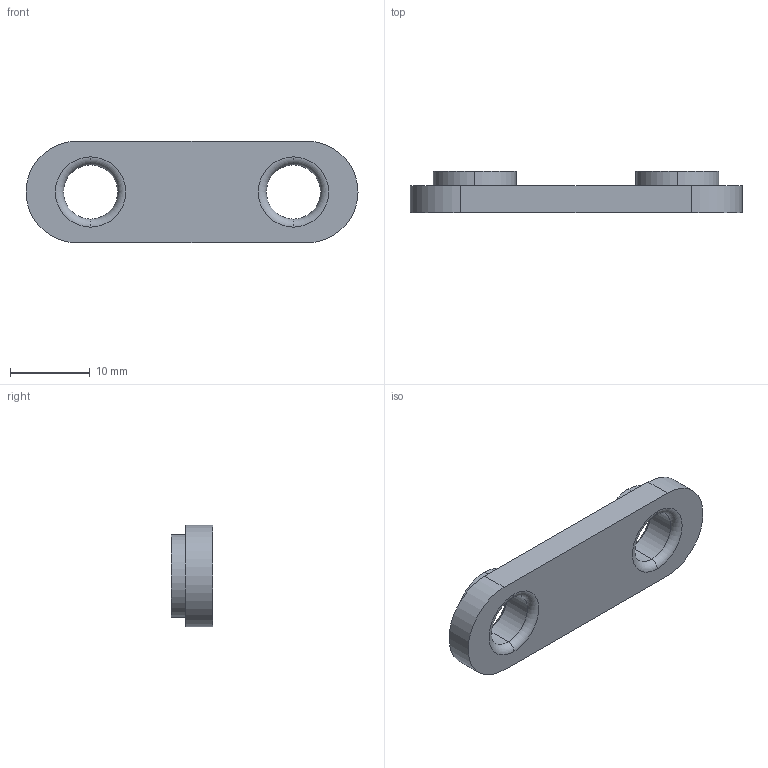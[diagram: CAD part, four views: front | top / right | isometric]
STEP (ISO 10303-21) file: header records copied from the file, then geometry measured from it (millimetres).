
FILE_DESCRIPTION (( 'STEP AP214' ), '1' );
FILE_NAME ('Hositrad_CF100-PN-PlateNut.STEP', '2012-03-19T12:53:20', ( 'Beheerder' ), ( 'Hewlett-Packard Company' ), 'SwSTEP 2.0', 'SolidWorks 2011', '' );
FILE_SCHEMA (( 'AUTOMOTIVE_DESIGN' ));
Length unit declared in the file: millimetre
Products named in the file (1): Hositrad_CF100-PN-PlateNut
Bounding box: 41.6 x 5.2 x 12.7 mm (x, y, z)
Volume: 1588.8 mm3; surface area: 1482.6 mm2
Topology: 1 solids, 1 shells, 24 faces, 52 edges, 32 vertices
Faces by surface type: cylinder 10, plane 6, cone 4, torus 4
Entity records: 750 total; most frequent: DIRECTION 134, CARTESIAN_POINT 109, ORIENTED_EDGE 104, AXIS2_PLACEMENT_3D 57, EDGE_CURVE 52, CIRCLE 32, VERTEX_POINT 32, EDGE_LOOP 30
